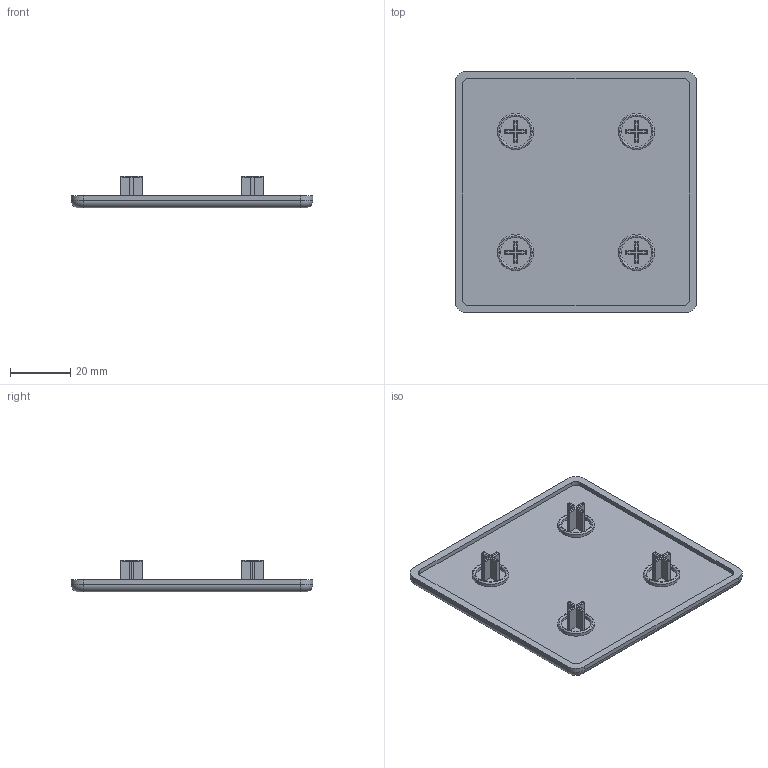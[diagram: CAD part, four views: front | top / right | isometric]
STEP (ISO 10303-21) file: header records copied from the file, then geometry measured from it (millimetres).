
FILE_DESCRIPTION (( 'STEP AP203' ), '1' );
FILE_NAME ('084.201.078.STEP', '2018-01-16T10:51:10', ( 'Localadmin' ), ( 'Microsoft' ), 'SwSTEP 2.0', 'SolidWorks 2016', '' );
FILE_SCHEMA (( 'CONFIG_CONTROL_DESIGN' ));
Length unit declared in the file: millimetre
Products named in the file (1): 084.201.078
Bounding box: 80 x 80 x 10.5 mm (x, y, z)
Volume: 17384.6 mm3; surface area: 15368.6 mm2
Topology: 1 solids, 1 shells, 171 faces, 400 edges, 240 vertices
Faces by surface type: cylinder 80, plane 51, torus 40
Entity records: 5063 total; most frequent: CARTESIAN_POINT 1084, DIRECTION 848, ORIENTED_EDGE 800, EDGE_CURVE 400, AXIS2_PLACEMENT_3D 324, VERTEX_POINT 240, VECTOR 200, LINE 200
